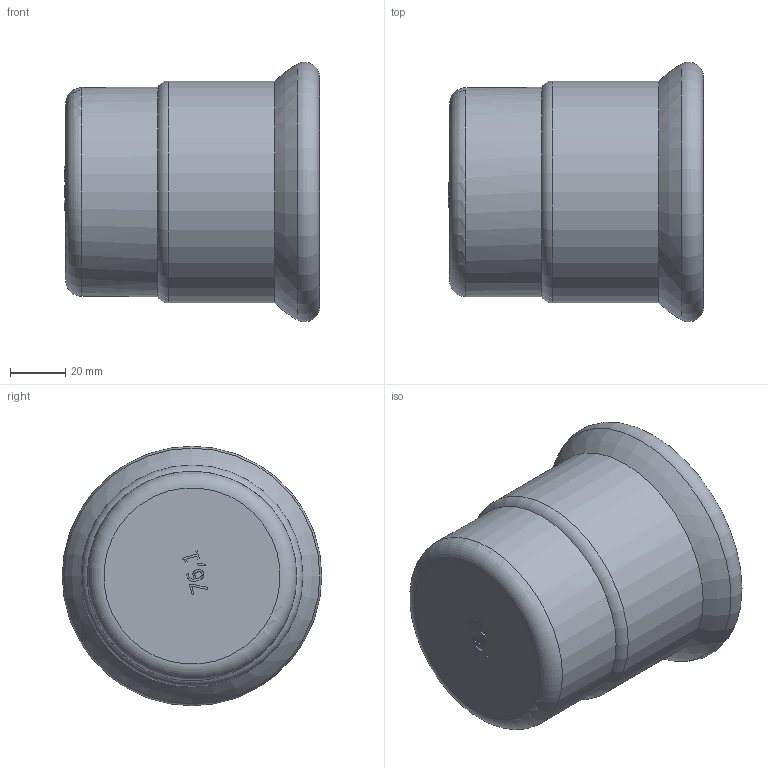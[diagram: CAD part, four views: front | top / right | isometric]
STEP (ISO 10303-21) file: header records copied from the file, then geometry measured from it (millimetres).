
FILE_DESCRIPTION(/* description */ ('TAPPO DI CHIUSURA De76,1'),/* implementation_level */ '2;1');
FILE_NAME(/* name */ '183076003_Inoxpres.stp',/* time_stamp */ '2022-10-11T12:16:28+02:00',/* author */ ('Vault'),/* organization */ ('Raccorderie metalliche s.p.a. '),/* preprocessor_version */ 'ST-DEVELOPER v18.1',/* originating_system */ 'Autodesk Inventor 2020',/* authorisation */ 'Raccorderie metalliche s.p.a. ');
FILE_SCHEMA (('AUTOMOTIVE_DESIGN { 1 0 10303 214 3 1 1 }'));
Length unit declared in the file: millimetre
Products named in the file (1): 183076003_Inoxpres
Bounding box: 93 x 94.4 x 94.4 mm (x, y, z)
Volume: 76751.3 mm3; surface area: 54844.1 mm2
Topology: 1 solids, 1 shells, 68 faces, 198 edges, 137 vertices
Faces by surface type: plane 30, bspline 21, cylinder 7, torus 7, cone 3
Full cylindrical faces by diameter (mm): 70.1 x1, 72.1 x1, 76.1 x1, 76.7 x1, 79 x2, 80.7 x1
Entity records: 2464 total; most frequent: CARTESIAN_POINT 690, ORIENTED_EDGE 396, DIRECTION 313, EDGE_CURVE 198, VERTEX_POINT 137, AXIS2_PLACEMENT_3D 107, LINE 99, VECTOR 99
